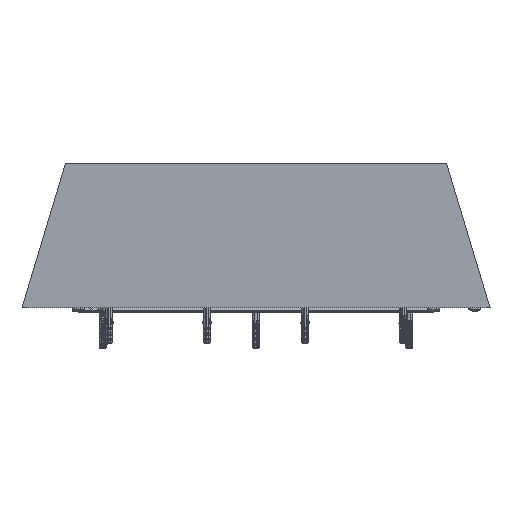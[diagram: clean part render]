
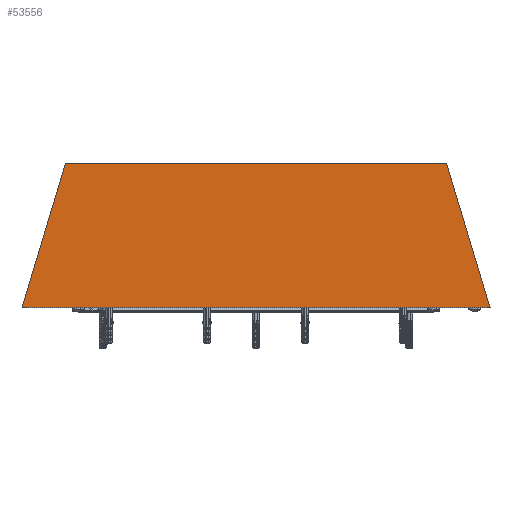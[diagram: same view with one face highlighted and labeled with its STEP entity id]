
A CAD part, front view. The second image highlights one B-rep face of the part: STEP entity #53556.
In plain terms, the highlighted planar face has unit normal (0, -1, 0).
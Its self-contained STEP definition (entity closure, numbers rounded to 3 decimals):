
#331 = CARTESIAN_POINT ( 'NONE',  ( -191., -381., 23.4 ) ) ;
#6515 = VECTOR ( 'NONE', #123146, 1000. ) ;
#10236 = CARTESIAN_POINT ( 'NONE',  ( 0., -381., 23.4 ) ) ;
#10511 = EDGE_LOOP ( 'NONE', ( #114640, #98807, #69360, #71661 ) ) ;
#10743 = CARTESIAN_POINT ( 'NONE',  ( 51.833, -381., 141.4 ) ) ;
#13050 = VERTEX_POINT ( 'NONE', #60256 ) ;
#15480 = CARTESIAN_POINT ( 'NONE',  ( -155.5, -381., 141.4 ) ) ;
#15693 = AXIS2_PLACEMENT_3D ( 'NONE', #10236, #48331, #37427 ) ;
#19144 = CARTESIAN_POINT ( 'NONE',  ( -63.667, -381., 23.4 ) ) ;
#27030 = PLANE ( 'NONE',  #15693 ) ;
#37427 = DIRECTION ( 'NONE',  ( 0., 0., 1. ) ) ;
#37911 = CARTESIAN_POINT ( 'NONE',  ( -191., -381., 23.4 ) ) ;
#43540 = EDGE_CURVE ( 'NONE', #13050, #88389, #54637, .T. ) ;
#44516 = FACE_OUTER_BOUND ( 'NONE', #10511, .T. ) ;
#48331 = DIRECTION ( 'NONE',  ( 0., -1., 0. ) ) ;
#49452 = CARTESIAN_POINT ( 'NONE',  ( 155.5, -381., 141.4 ) ) ;
#53556 = ADVANCED_FACE ( 'NONE', ( #44516 ), #27030, .T. ) ;
#54637 = B_SPLINE_CURVE_WITH_KNOTS ( 'NONE', 3,
 ( #60447, #79866, #19144, #37911 ),
 .UNSPECIFIED., .F., .F.,
 ( 4, 4 ),
 ( 0., 1. ),
 .UNSPECIFIED. ) ;
#60256 = CARTESIAN_POINT ( 'NONE',  ( 191., -381., 23.4 ) ) ;
#60447 = CARTESIAN_POINT ( 'NONE',  ( 191., -381., 23.4 ) ) ;
#64695 = EDGE_CURVE ( 'NONE', #71540, #13050, #122011, .T. ) ;
#68854 = CARTESIAN_POINT ( 'NONE',  ( -51.833, -381., 141.4 ) ) ;
#69360 = ORIENTED_EDGE ( 'NONE', *, *, #84129, .T. ) ;
#71540 = VERTEX_POINT ( 'NONE', #91680 ) ;
#71661 = ORIENTED_EDGE ( 'NONE', *, *, #43540, .F. ) ;
#77842 = EDGE_CURVE ( 'NONE', #71540, #103127, #103545, .T. ) ;
#79866 = CARTESIAN_POINT ( 'NONE',  ( 63.667, -381., 23.4 ) ) ;
#84129 = EDGE_CURVE ( 'NONE', #103127, #88389, #111551, .T. ) ;
#88389 = VERTEX_POINT ( 'NONE', #331 ) ;
#91680 = CARTESIAN_POINT ( 'NONE',  ( 155.5, -381., 141.4 ) ) ;
#92259 = DIRECTION ( 'NONE',  ( 0.288, 0., -0.958 ) ) ;
#96822 = VECTOR ( 'NONE', #92259, 1000. ) ;
#98807 = ORIENTED_EDGE ( 'NONE', *, *, #77842, .T. ) ;
#103127 = VERTEX_POINT ( 'NONE', #15480 ) ;
#103128 = CARTESIAN_POINT ( 'NONE',  ( -155.5, -381., 141.4 ) ) ;
#103281 = CARTESIAN_POINT ( 'NONE',  ( 155.5, -381., 141.4 ) ) ;
#103545 = B_SPLINE_CURVE_WITH_KNOTS ( 'NONE', 3,
 ( #49452, #10743, #68854, #120507 ),
 .UNSPECIFIED., .F., .F.,
 ( 4, 4 ),
 ( 0., 1. ),
 .UNSPECIFIED. ) ;
#111551 = LINE ( 'NONE', #103128, #6515 ) ;
#114640 = ORIENTED_EDGE ( 'NONE', *, *, #64695, .F. ) ;
#120507 = CARTESIAN_POINT ( 'NONE',  ( -155.5, -381., 141.4 ) ) ;
#122011 = LINE ( 'NONE', #103281, #96822 ) ;
#123146 = DIRECTION ( 'NONE',  ( -0.288, 0., -0.958 ) ) ;
